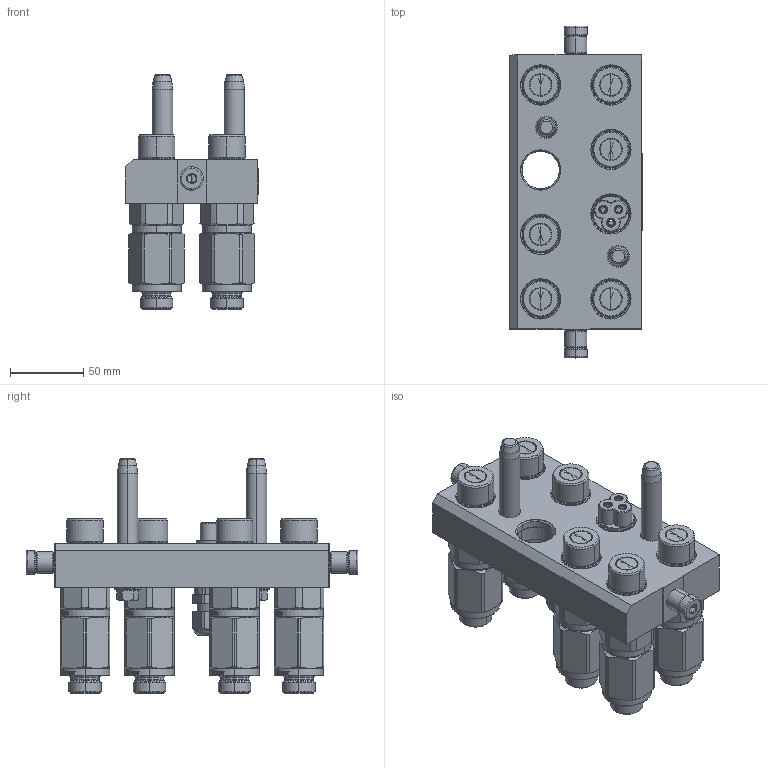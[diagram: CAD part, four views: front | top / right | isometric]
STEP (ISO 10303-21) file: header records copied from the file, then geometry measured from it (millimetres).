
FILE_DESCRIPTION (( 'STEP AP214' ), '1' );
FILE_NAME ('FASTER.step', '2022-03-09T06:12:25', ( '' ), ( '' ), 'SwSTEP 2.0', 'SolidWorks 2017', '' );
FILE_SCHEMA (( 'AUTOMOTIVE_DESIGN' ));
Length unit declared in the file: millimetre
Products named in the file (13): conn_3p_m; 4850_010_0000_020; 4830_013_3000_030; 4830_028_1000_011; 3ffnp12-2_22m; P808_M_BASE; 1540_080_0008_000; 4830_044_0000_000; FASTER; et002; corpospel08-3m; 4830_021_1000_000
Assembly tree (23 placements, depth 3):
  FASTER
    P808_M_BASE
      4850_010_0000_020
      4830_021_1000_000  x2
      1540_080_0008_000  x2
      4830_013_3000_030  x2
      4830_028_1000_011  x2
    3ffnp12-2_22m  x6
      3ffnp12-2_22m
    conn_3p_m
      4830_044_0000_000  x3
      corpospel08-3m
    et002
Bounding box: 90.3 x 226.6 x 160.4 mm (x, y, z)
Volume: 2473.8 mm3; surface area: 199492.3 mm2
Topology: 3 solids, 73 shells, 3197 faces, 9728 edges, 6475 vertices
Faces by surface type: plane 1715, cylinder 623, cone 510, torus 173, bspline 170, sphere 6
Entity records: 65674 total; most frequent: CARTESIAN_POINT 16666, ORIENTED_EDGE 9138, DIRECTION 8596, EDGE_CURVE 4790, VECTOR 3332, LINE 3332, VERTEX_POINT 3150, AXIS2_PLACEMENT_3D 2632
